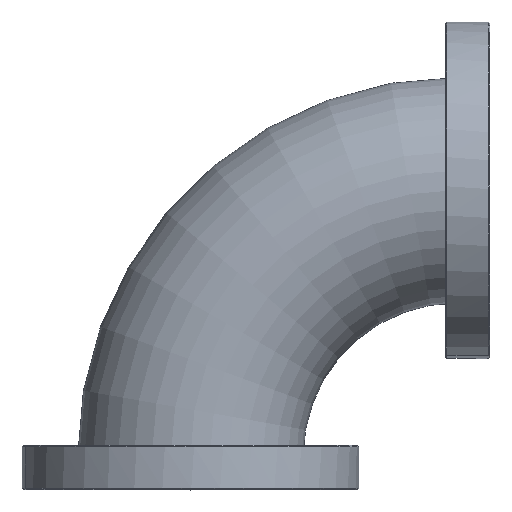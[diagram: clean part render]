
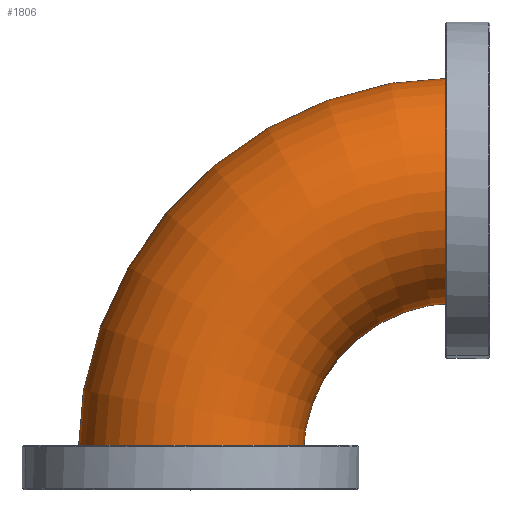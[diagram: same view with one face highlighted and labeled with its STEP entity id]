
A CAD part, top view. The second image highlights one B-rep face of the part: STEP entity #1806.
In plain terms, the highlighted toroidal (fillet/blend) face has major radius 120 mm and minor radius 50.8 mm.
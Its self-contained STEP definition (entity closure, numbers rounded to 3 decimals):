
#18 = AXIS2_PLACEMENT_3D ( 'NONE', #1392, #3600, #1008 ) ;
#88 = FACE_OUTER_BOUND ( 'NONE', #4746, .T. ) ;
#92 = DIRECTION ( 'NONE',  ( -1., 0., 0. ) ) ;
#307 = VERTEX_POINT ( 'NONE', #2424 ) ;
#404 = CARTESIAN_POINT ( 'NONE',  ( 50.8, 3.9, 0. ) ) ;
#416 = EDGE_CURVE ( 'NONE', #2392, #1909, #2785, .T. ) ;
#553 = CARTESIAN_POINT ( 'NONE',  ( 120., 123.9, 0. ) ) ;
#788 = AXIS2_PLACEMENT_3D ( 'NONE', #3861, #891, #4259 ) ;
#852 = AXIS2_PLACEMENT_3D ( 'NONE', #4471, #1547, #2246 ) ;
#883 = CIRCLE ( 'NONE', #3336, 50.8 ) ;
#891 = DIRECTION ( 'NONE',  ( 0., 0., -1. ) ) ;
#923 = DIRECTION ( 'NONE',  ( 1., 0., 0. ) ) ;
#1008 = DIRECTION ( 'NONE',  ( 0., 0., 1. ) ) ;
#1040 = CARTESIAN_POINT ( 'NONE',  ( 120., 3.9, 0. ) ) ;
#1091 = VERTEX_POINT ( 'NONE', #2940 ) ;
#1383 = ORIENTED_EDGE ( 'NONE', *, *, #1725, .F. ) ;
#1392 = CARTESIAN_POINT ( 'NONE',  ( 0., 3.9, 0. ) ) ;
#1547 = DIRECTION ( 'NONE',  ( 1., 0., 0. ) ) ;
#1575 = ORIENTED_EDGE ( 'NONE', *, *, #1601, .F. ) ;
#1601 = EDGE_CURVE ( 'NONE', #307, #2554, #883, .T. ) ;
#1725 = EDGE_CURVE ( 'NONE', #2392, #307, #4257, .T. ) ;
#1806 = ADVANCED_FACE ( 'NONE', ( #88 ), #3906, .T. ) ;
#1909 = VERTEX_POINT ( 'NONE', #2877 ) ;
#2158 = CARTESIAN_POINT ( 'NONE',  ( 120., 3.9, 0. ) ) ;
#2175 = EDGE_CURVE ( 'NONE', #4331, #1091, #3752, .T. ) ;
#2246 = DIRECTION ( 'NONE',  ( 0., 0., 1. ) ) ;
#2359 = AXIS2_PLACEMENT_3D ( 'NONE', #2158, #2530, #92 ) ;
#2392 = VERTEX_POINT ( 'NONE', #4561 ) ;
#2424 = CARTESIAN_POINT ( 'NONE',  ( 120., 174.7, 0. ) ) ;
#2530 = DIRECTION ( 'NONE',  ( 0., 0., -1. ) ) ;
#2554 = VERTEX_POINT ( 'NONE', #3713 ) ;
#2604 = DIRECTION ( 'NONE',  ( 0., 0., 1. ) ) ;
#2749 = DIRECTION ( 'NONE',  ( 0., 0., 1. ) ) ;
#2785 = CIRCLE ( 'NONE', #4684, 50.8 ) ;
#2877 = CARTESIAN_POINT ( 'NONE',  ( 0., 3.9, 50.8 ) ) ;
#2887 = DIRECTION ( 'NONE',  ( -1., 0., 0. ) ) ;
#2940 = CARTESIAN_POINT ( 'NONE',  ( 120., 73.1, 0. ) ) ;
#3257 = DIRECTION ( 'NONE',  ( 0., 0., -1. ) ) ;
#3336 = AXIS2_PLACEMENT_3D ( 'NONE', #553, #923, #2749 ) ;
#3464 = ORIENTED_EDGE ( 'NONE', *, *, #4650, .T. ) ;
#3600 = DIRECTION ( 'NONE',  ( 0., 1., 0. ) ) ;
#3713 = CARTESIAN_POINT ( 'NONE',  ( 120., 123.9, 50.8 ) ) ;
#3752 = CIRCLE ( 'NONE', #4365, 69.2 ) ;
#3861 = CARTESIAN_POINT ( 'NONE',  ( 120., 3.9, 0. ) ) ;
#3874 = ORIENTED_EDGE ( 'NONE', *, *, #2175, .T. ) ;
#3906 = TOROIDAL_SURFACE ( 'NONE', #2359, 120., 50.8 ) ;
#4061 = CARTESIAN_POINT ( 'NONE',  ( 0., 3.9, 0. ) ) ;
#4082 = ORIENTED_EDGE ( 'NONE', *, *, #416, .T. ) ;
#4088 = CIRCLE ( 'NONE', #852, 50.8 ) ;
#4123 = DIRECTION ( 'NONE',  ( 0., 1., 0. ) ) ;
#4234 = ORIENTED_EDGE ( 'NONE', *, *, #4243, .F. ) ;
#4243 = EDGE_CURVE ( 'NONE', #2554, #1091, #4088, .T. ) ;
#4257 = CIRCLE ( 'NONE', #788, 170.8 ) ;
#4259 = DIRECTION ( 'NONE',  ( -1., 0., 0. ) ) ;
#4331 = VERTEX_POINT ( 'NONE', #404 ) ;
#4365 = AXIS2_PLACEMENT_3D ( 'NONE', #1040, #3257, #2887 ) ;
#4382 = CIRCLE ( 'NONE', #18, 50.8 ) ;
#4471 = CARTESIAN_POINT ( 'NONE',  ( 120., 123.9, 0. ) ) ;
#4561 = CARTESIAN_POINT ( 'NONE',  ( -50.8, 3.9, 0. ) ) ;
#4650 = EDGE_CURVE ( 'NONE', #1909, #4331, #4382, .T. ) ;
#4684 = AXIS2_PLACEMENT_3D ( 'NONE', #4061, #4123, #2604 ) ;
#4746 = EDGE_LOOP ( 'NONE', ( #1383, #4082, #3464, #3874, #4234, #1575 ) ) ;
